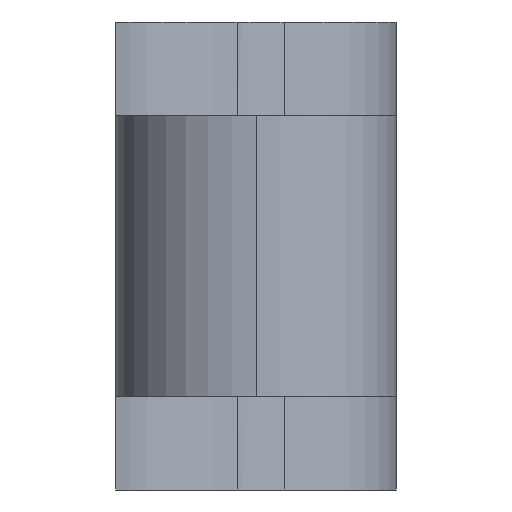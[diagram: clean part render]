
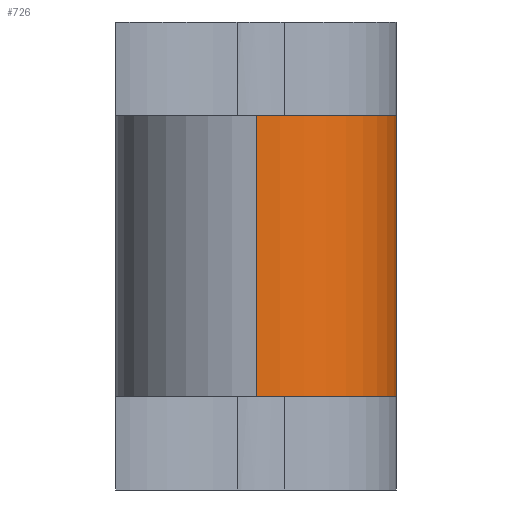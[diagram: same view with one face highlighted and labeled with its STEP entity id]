
A CAD part, left-side view. The second image highlights one B-rep face of the part: STEP entity #726.
In plain terms, the highlighted cylindrical face has radius 3 mm (diameter 6 mm), a partial arc.
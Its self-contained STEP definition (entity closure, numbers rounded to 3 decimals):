
#14 = EDGE_CURVE ( 'NONE', #588, #529, #732, .T. ) ;
#26 = AXIS2_PLACEMENT_3D ( 'NONE', #519, #653, #394 ) ;
#38 = VERTEX_POINT ( 'NONE', #177 ) ;
#40 = DIRECTION ( 'NONE',  ( 0., 0., -1. ) ) ;
#100 = CARTESIAN_POINT ( 'NONE',  ( -24.825, 8.314, 10. ) ) ;
#164 = ORIENTED_EDGE ( 'NONE', *, *, #444, .F. ) ;
#173 = VECTOR ( 'NONE', #557, 1000. ) ;
#177 = CARTESIAN_POINT ( 'NONE',  ( -21.886, 7.714, 8. ) ) ;
#200 = VERTEX_POINT ( 'NONE', #242 ) ;
#205 = DIRECTION ( 'NONE',  ( -1., 0., 0. ) ) ;
#242 = CARTESIAN_POINT ( 'NONE',  ( -21.886, 7.714, 2. ) ) ;
#251 = CIRCLE ( 'NONE', #736, 3. ) ;
#299 = AXIS2_PLACEMENT_3D ( 'NONE', #100, #40, #205 ) ;
#310 = CIRCLE ( 'NONE', #26, 3. ) ;
#323 = DIRECTION ( 'NONE',  ( 0., 0., 1. ) ) ;
#342 = DIRECTION ( 'NONE',  ( 0., 0., -1. ) ) ;
#352 = CARTESIAN_POINT ( 'NONE',  ( -27.825, 8.314, 8. ) ) ;
#354 = ORIENTED_EDGE ( 'NONE', *, *, #390, .T. ) ;
#389 = LINE ( 'NONE', #643, #526 ) ;
#390 = EDGE_CURVE ( 'NONE', #38, #588, #251, .T. ) ;
#393 = EDGE_LOOP ( 'NONE', ( #354, #440, #164, #724 ) ) ;
#394 = DIRECTION ( 'NONE',  ( -1., 0., 0. ) ) ;
#421 = CARTESIAN_POINT ( 'NONE',  ( -27.825, 8.314, 2. ) ) ;
#440 = ORIENTED_EDGE ( 'NONE', *, *, #14, .T. ) ;
#444 = EDGE_CURVE ( 'NONE', #200, #529, #310, .T. ) ;
#449 = EDGE_CURVE ( 'NONE', #200, #38, #389, .T. ) ;
#519 = CARTESIAN_POINT ( 'NONE',  ( -24.825, 8.314, 2. ) ) ;
#522 = FACE_OUTER_BOUND ( 'NONE', #393, .T. ) ;
#526 = VECTOR ( 'NONE', #323, 1000. ) ;
#529 = VERTEX_POINT ( 'NONE', #421 ) ;
#557 = DIRECTION ( 'NONE',  ( 0., 0., -1. ) ) ;
#588 = VERTEX_POINT ( 'NONE', #352 ) ;
#643 = CARTESIAN_POINT ( 'NONE',  ( -21.886, 7.714, 10. ) ) ;
#653 = DIRECTION ( 'NONE',  ( 0., 0., -1. ) ) ;
#661 = CARTESIAN_POINT ( 'NONE',  ( -24.825, 8.314, 8. ) ) ;
#724 = ORIENTED_EDGE ( 'NONE', *, *, #449, .T. ) ;
#726 = ADVANCED_FACE ( 'NONE', ( #522 ), #773, .T. ) ;
#732 = LINE ( 'NONE', #801, #173 ) ;
#736 = AXIS2_PLACEMENT_3D ( 'NONE', #661, #342, #790 ) ;
#773 = CYLINDRICAL_SURFACE ( 'NONE', #299, 3. ) ;
#790 = DIRECTION ( 'NONE',  ( -1., 0., 0. ) ) ;
#801 = CARTESIAN_POINT ( 'NONE',  ( -27.825, 8.314, 10. ) ) ;
